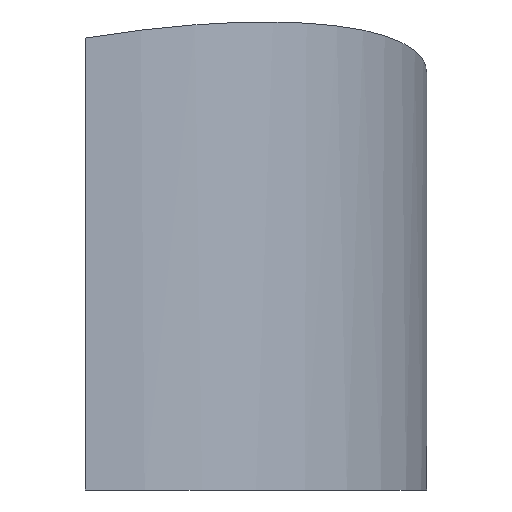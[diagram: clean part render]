
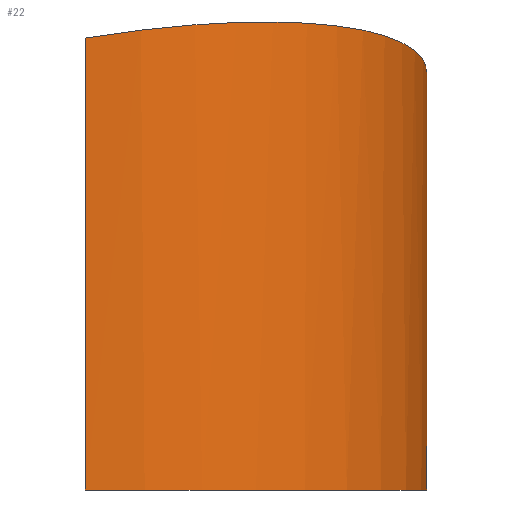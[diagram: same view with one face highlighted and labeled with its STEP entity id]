
A CAD part, front view. The second image highlights one B-rep face of the part: STEP entity #22.
In plain terms, the highlighted cylindrical face has radius 100 mm (diameter 199.999 mm), a partial arc.
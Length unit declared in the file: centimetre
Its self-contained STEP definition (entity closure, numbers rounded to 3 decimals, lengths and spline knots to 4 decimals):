
#22=ADVANCED_FACE('',(#26),#98,.T.);
#26=FACE_OUTER_BOUND('',#30,.T.);
#30=EDGE_LOOP('',(#34,#35,#36,#37));
#34=ORIENTED_EDGE('',*,*,#49,.F.);
#35=ORIENTED_EDGE('',*,*,#51,.F.);
#36=ORIENTED_EDGE('',*,*,#52,.T.);
#37=ORIENTED_EDGE('',*,*,#50,.F.);
#49=EDGE_CURVE('',#84,#83,#76,.T.);
#50=EDGE_CURVE('',#83,#85,#77,.T.);
#51=EDGE_CURVE('',#86,#84,#68,.T.);
#52=EDGE_CURVE('',#86,#85,#64,.T.);
#64=(
BOUNDED_CURVE()
B_SPLINE_CURVE(1,(#233,#234),.UNSPECIFIED.,.F.,.F.)
B_SPLINE_CURVE_WITH_KNOTS((2,2),(0.,12.2408),.UNSPECIFIED.)
CURVE()
GEOMETRIC_REPRESENTATION_ITEM()
RATIONAL_B_SPLINE_CURVE((1.,1.))
REPRESENTATION_ITEM('')
);
#68=TRIMMED_CURVE($,#72,(#231),(#232),.T.,.CARTESIAN.);
#72=CIRCLE('',#189,10.);
#76=B_SPLINE_CURVE_WITH_KNOTS('',1,(#219,#220),.UNSPECIFIED.,.F.,.F.,(2,
2),(0.,13.2435),.UNSPECIFIED.);
#77=B_SPLINE_CURVE_WITH_KNOTS('',3,(#221,#222,#223,#224,#225,#226,#227,
#228,#229),.UNSPECIFIED.,.F.,.F.,(4,2,3,4),(0.,3.9678,7.9373,
16.1392),.UNSPECIFIED.);
#83=VERTEX_POINT('',#215);
#84=VERTEX_POINT('',#216);
#85=VERTEX_POINT('',#217);
#86=VERTEX_POINT('',#218);
#98=CYLINDRICAL_SURFACE('',#188,10.);
#188=AXIS2_PLACEMENT_3D('',#214,#199,$);
#189=AXIS2_PLACEMENT_3D($,#230,#200,#201);
#199=DIRECTION('',(0.,0.,1.));
#200=DIRECTION('',(0.,0.,-1.));
#201=DIRECTION('',(1.,0.,0.));
#214=CARTESIAN_POINT('',(0.,0.,6.871));
#215=CARTESIAN_POINT('',(0.,-10.,13.2435));
#216=CARTESIAN_POINT('',(0.,-10.,0.));
#217=CARTESIAN_POINT('',(10.,0.,12.2408));
#218=CARTESIAN_POINT('',(10.,0.,0.));
#219=CARTESIAN_POINT('',(0.,-10.,0.));
#220=CARTESIAN_POINT('',(0.,-10.,13.2435));
#221=CARTESIAN_POINT('',(0.,-10.,13.2435));
#222=CARTESIAN_POINT('',(1.3009,-10.,13.4588));
#223=CARTESIAN_POINT('',(2.5979,-9.7461,13.606));
#224=CARTESIAN_POINT('',(5.0341,-8.7404,13.742));
#225=CARTESIAN_POINT('',(6.1402,-8.0019,13.7287));
#226=CARTESIAN_POINT('',(7.0711,-7.0711,13.6354));
#227=CARTESIAN_POINT('',(8.9812,-5.161,13.4439));
#228=CARTESIAN_POINT('',(10.,-2.6026,12.9325));
#229=CARTESIAN_POINT('',(10.,0.,12.2408));
#230=CARTESIAN_POINT('',(0.,0.,0.));
#231=CARTESIAN_POINT('',(10.,0.,0.));
#232=CARTESIAN_POINT('',(0.,-10.,0.));
#233=CARTESIAN_POINT('',(10.,0.,0.));
#234=CARTESIAN_POINT('',(10.,0.,12.2408));
